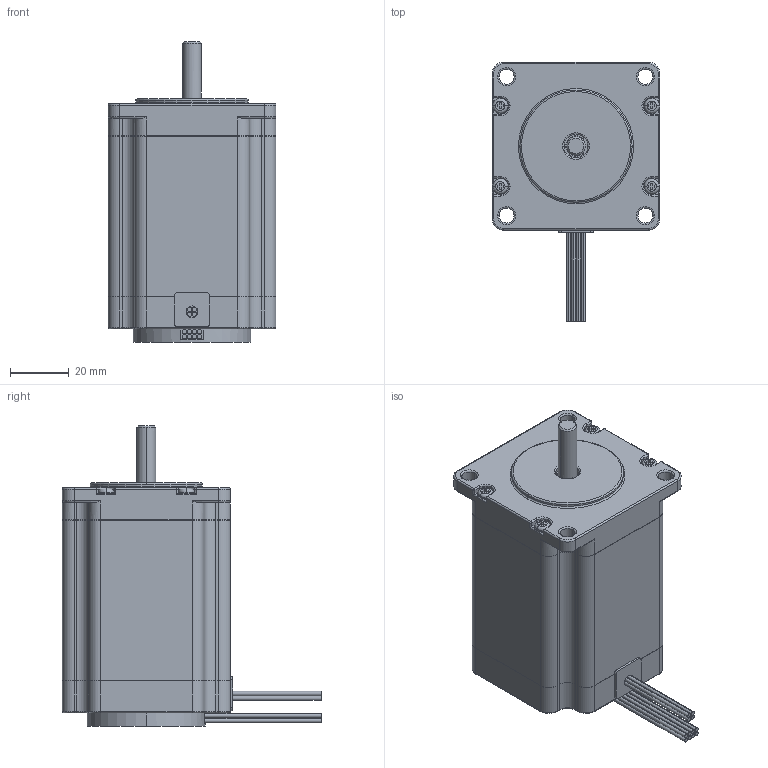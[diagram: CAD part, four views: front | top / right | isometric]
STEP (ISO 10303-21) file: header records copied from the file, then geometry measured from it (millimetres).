
FILE_DESCRIPTION (( 'STEP AP214' ), '1' );
FILE_NAME ('23HS30-2804-ME1K.STEP', '2021-11-11T05:05:20', ( '' ), ( '' ), 'SwSTEP 2.0', 'SolidWorks 2016', '' );
FILE_SCHEMA (( 'AUTOMOTIVE_DESIGN' ));
Length unit declared in the file: millimetre
Products named in the file (1): 23HS30-2804-ME1K
Bounding box: 57 x 88 x 102 mm (x, y, z)
Volume: 232172.1 mm3; surface area: 26911.7 mm2
Topology: 1 solids, 2 shells, 469 faces, 1164 edges, 714 vertices
Faces by surface type: cylinder 195, plane 176, torus 54, bspline 32, sphere 8, cone 4
Entity records: 18546 total; most frequent: CARTESIAN_POINT 3406, DIRECTION 2468, ORIENTED_EDGE 2312, EDGE_CURVE 1156, AXIS2_PLACEMENT_3D 926, VERTEX_POINT 714, VECTOR 616, LINE 616
